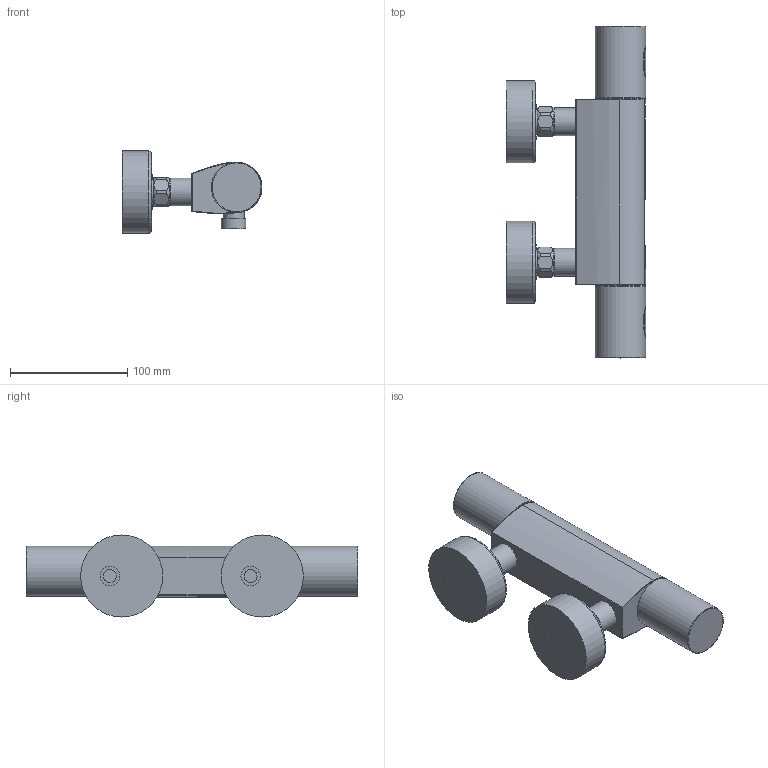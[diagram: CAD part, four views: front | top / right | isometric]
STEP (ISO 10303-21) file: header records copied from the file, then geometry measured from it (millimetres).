
FILE_DESCRIPTION(/* description */ ('Unknown'),/* implementation_level */ '2;1');
FILE_NAME(/* name */ '34789000',/* time_stamp */ '2022-09-08T15:14:33+02:00',/* author */ ('Unknown'),/* organization */ ('GROHE AG'),/* preprocessor_version */ 'ST-DEVELOPER v16.7',/* originating_system */ 'DEX',/* authorisation */ $);
FILE_SCHEMA (('AUTOMOTIVE_DESIGN {1 0 10303 214 3 1 1}'));
Length unit declared in the file: millimetre
Products named in the file (15): 34789000; 34789000_0; 34789000_1; 34789000_2; 34789000_3; 34789000_4; 34789000_5; 34789000_6; 34789000_7; 34789000_8; 34789000_9; 34789000_10; 34789000_11; 34789000_12
Assembly tree (14 placements, depth 2):
  34789000
    34789000
    34789000_0
    34789000_1
    34789000_2
    34789000_3
    34789000_4
    34789000_5
    34789000_6
    34789000_7
    34789000_8
    34789000_9
    34789000_10
    34789000_11
    34789000_12
Bounding box: 119.35 x 283.22 x 70 mm (x, y, z)
Volume: 590021.7 mm3; surface area: 146106.5 mm2
Topology: 14 solids, 14 shells, 968 faces, 2360 edges, 1407 vertices
Faces by surface type: cylinder 277, plane 264, bspline 248, cone 63, torus 62, sphere 54
Full cylindrical faces by diameter (mm): 11 x4, 11.5 x1, 12.2 x1, 13.5 x1, 13.917 x1, 14 x2, 15 x1, 15.7 x1, 16 x3, 16.537 x2, 16.7 x1, 17 x2, 17.5 x2, 18 x1, 18.1 x1, 18.631 x3, 18.7 x4, 18.917 x2, 19.5 x1, 20 x4, 20.813 x2, 20.9 x4, 20.96 x1, 21 x3, 21.1 x1, 21.3 x2, 23.8 x2, 24 x1, 25 x1, 25.5 x1
Entity records: 38958 total; most frequent: CARTESIAN_POINT 14840, ORIENTED_EDGE 4240, DIRECTION 3850, EDGE_CURVE 2120, AXIS2_PLACEMENT_3D 1616, VERTEX_POINT 1335, EDGE_LOOP 1149, FACE_BOUND 1149
